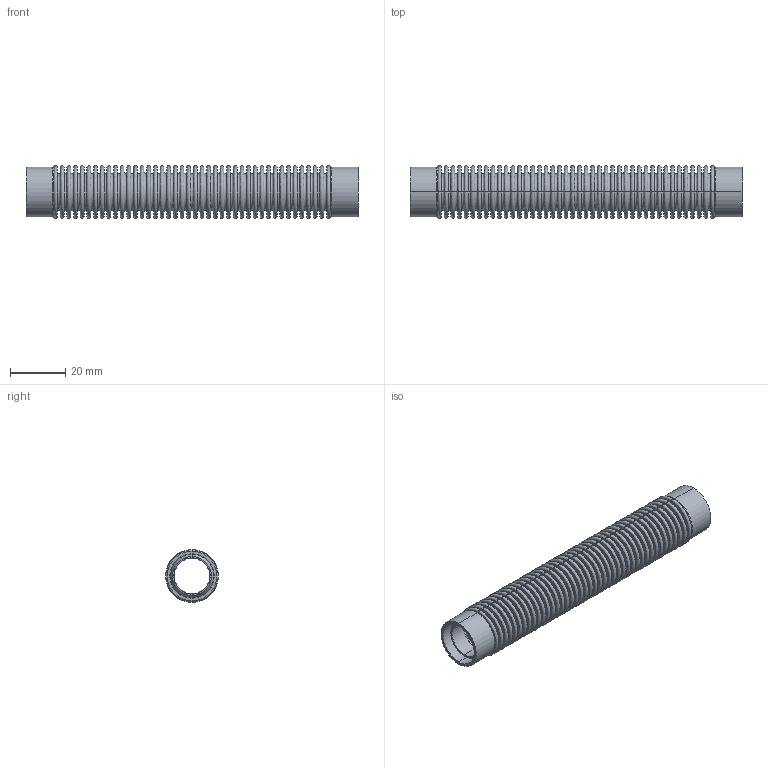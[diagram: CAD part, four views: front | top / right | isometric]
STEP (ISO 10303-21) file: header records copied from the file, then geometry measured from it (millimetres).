
FILE_DESCRIPTION( (''), '2;1');
FILE_NAME ('CAD716.3508.IC18B_860.stp','2017-05-12T14:48:55',(''),(''),'spGate 12.6.6','','');
FILE_SCHEMA (('AUTOMOTIVE_DESIGN'));
Length unit declared in the file: millimetre
Products named in the file (4): Assembly; IC18A-2; IC18A-3; IC18B-1
Assembly tree (3 placements, depth 2):
  Assembly
    IC18A-2
    IC18A-3
    IC18B-1
Bounding box: 120 x 19 x 19 mm (x, y, z)
Volume: 4238.9 mm3; surface area: 33918.1 mm2
Topology: 3 solids, 3 shells, 550 faces, 1100 edges, 728 vertices
Faces by surface type: bspline 352, plane 178, cylinder 20
Entity records: 31914 total; most frequent: CARTESIAN_POINT 12160, ORIENTED_EDGE 2200, DIRECTION 1868, COLOUR_RGB 1653, PRESENTATION_STYLE_ASSIGNMENT 1653, STYLED_ITEM 1653, EDGE_CURVE 1100, DRAUGHTING_PRE_DEFINED_CURVE_FONT 1100
